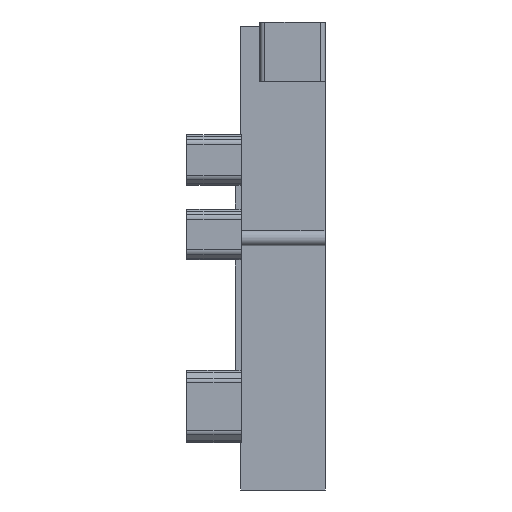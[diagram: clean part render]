
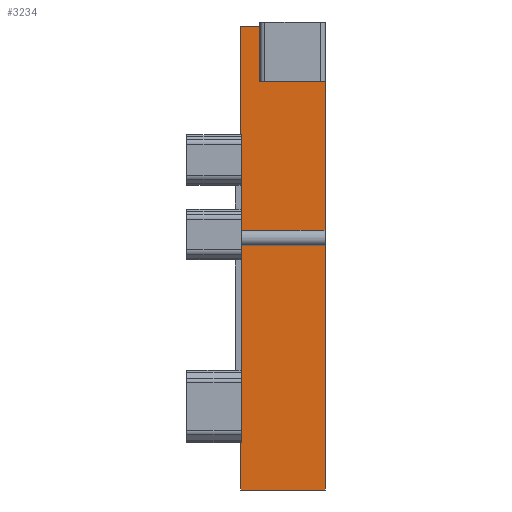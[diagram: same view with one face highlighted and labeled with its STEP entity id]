
A CAD part, left-side view. The second image highlights one B-rep face of the part: STEP entity #3234.
In plain terms, the highlighted planar face has unit normal (-1, 0, 0).
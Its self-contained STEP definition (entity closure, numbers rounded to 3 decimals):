
#6 = CARTESIAN_POINT ( 'NONE',  ( -8.7, 17.382, -39.172 ) ) ;
#185 = EDGE_LOOP ( 'NONE', ( #695, #2938, #5838, #6864, #8809, #5944, #2936, #8761 ) ) ;
#196 = VECTOR ( 'NONE', #4089, 1000. ) ;
#206 = AXIS2_PLACEMENT_3D ( 'NONE', #5465, #3090, #374 ) ;
#280 = CARTESIAN_POINT ( 'NONE',  ( -8.7, 16.407, 38.95 ) ) ;
#368 = VECTOR ( 'NONE', #6332, 1000. ) ;
#374 = DIRECTION ( 'NONE',  ( 0., 0., 1. ) ) ;
#432 = EDGE_CURVE ( 'NONE', #8487, #5510, #8224, .T. ) ;
#559 = VERTEX_POINT ( 'NONE', #4072 ) ;
#621 = CARTESIAN_POINT ( 'NONE',  ( -8.7, 16.407, 4.613 ) ) ;
#675 = AXIS2_PLACEMENT_3D ( 'NONE', #7530, #4670, #7575 ) ;
#695 = ORIENTED_EDGE ( 'NONE', *, *, #432, .F. ) ;
#824 = VECTOR ( 'NONE', #6070, 1000. ) ;
#1146 = EDGE_CURVE ( 'NONE', #559, #5221, #4638, .T. ) ;
#1226 = CARTESIAN_POINT ( 'NONE',  ( -8.7, 16.407, -39.172 ) ) ;
#1258 = VERTEX_POINT ( 'NONE', #1226 ) ;
#1263 = DIRECTION ( 'NONE',  ( 0., -1., 0. ) ) ;
#1546 = VECTOR ( 'NONE', #6305, 1000. ) ;
#1780 = EDGE_LOOP ( 'NONE', ( #7490, #3871 ) ) ;
#1886 = LINE ( 'NONE', #6359, #196 ) ;
#1951 = FACE_OUTER_BOUND ( 'NONE', #185, .T. ) ;
#2374 = VECTOR ( 'NONE', #3164, 1000. ) ;
#2576 = FACE_BOUND ( 'NONE', #1780, .T. ) ;
#2580 = CARTESIAN_POINT ( 'NONE',  ( -8.7, 16.407, 1.984 ) ) ;
#2651 = CARTESIAN_POINT ( 'NONE',  ( -8.7, 17.407, 1.984 ) ) ;
#2936 = ORIENTED_EDGE ( 'NONE', *, *, #6894, .F. ) ;
#2938 = ORIENTED_EDGE ( 'NONE', *, *, #4365, .T. ) ;
#3090 = DIRECTION ( 'NONE',  ( -1., 0., 0. ) ) ;
#3164 = DIRECTION ( 'NONE',  ( 0., 1., 0. ) ) ;
#3166 = LINE ( 'NONE', #6840, #824 ) ;
#3234 = ADVANCED_FACE ( 'NONE', ( #1951, #2576 ), #7685, .T. ) ;
#3393 = DIRECTION ( 'NONE',  ( -1., 0., 0. ) ) ;
#3428 = LINE ( 'NONE', #6478, #6072 ) ;
#3432 = LINE ( 'NONE', #4239, #368 ) ;
#3460 = VERTEX_POINT ( 'NONE', #280 ) ;
#3761 = VERTEX_POINT ( 'NONE', #2580 ) ;
#3871 = ORIENTED_EDGE ( 'NONE', *, *, #4482, .F. ) ;
#3898 = VERTEX_POINT ( 'NONE', #9357 ) ;
#3931 = CARTESIAN_POINT ( 'NONE',  ( -8.7, 21.409, 29.8 ) ) ;
#4072 = CARTESIAN_POINT ( 'NONE',  ( -8.7, 21.409, 32.748 ) ) ;
#4089 = DIRECTION ( 'NONE',  ( 0., -1., 0. ) ) ;
#4138 = LINE ( 'NONE', #2651, #6753 ) ;
#4239 = CARTESIAN_POINT ( 'NONE',  ( -8.7, 16.407, -88.087 ) ) ;
#4365 = EDGE_CURVE ( 'NONE', #8487, #3460, #3432, .T. ) ;
#4482 = EDGE_CURVE ( 'NONE', #5221, #559, #4625, .T. ) ;
#4625 = CIRCLE ( 'NONE', #206, 1.474 ) ;
#4627 = VERTEX_POINT ( 'NONE', #6417 ) ;
#4638 = CIRCLE ( 'NONE', #675, 1.474 ) ;
#4670 = DIRECTION ( 'NONE',  ( -1., 0., 0. ) ) ;
#5221 = VERTEX_POINT ( 'NONE', #3931 ) ;
#5465 = CARTESIAN_POINT ( 'NONE',  ( -8.7, 21.409, 31.274 ) ) ;
#5510 = VERTEX_POINT ( 'NONE', #8822 ) ;
#5656 = VERTEX_POINT ( 'NONE', #6273 ) ;
#5838 = ORIENTED_EDGE ( 'NONE', *, *, #6853, .F. ) ;
#5944 = ORIENTED_EDGE ( 'NONE', *, *, #9075, .T. ) ;
#6070 = DIRECTION ( 'NONE',  ( 0., 0., 1. ) ) ;
#6072 = VECTOR ( 'NONE', #8578, 1000. ) ;
#6197 = CARTESIAN_POINT ( 'NONE',  ( -8.7, 17.407, 45.86 ) ) ;
#6209 = EDGE_CURVE ( 'NONE', #4627, #5656, #3166, .T. ) ;
#6273 = CARTESIAN_POINT ( 'NONE',  ( -8.7, 30.59, 38.95 ) ) ;
#6290 = DIRECTION ( 'NONE',  ( 0., 0., 1. ) ) ;
#6305 = DIRECTION ( 'NONE',  ( 0., 0., 1. ) ) ;
#6332 = DIRECTION ( 'NONE',  ( 0., 0., 1. ) ) ;
#6359 = CARTESIAN_POINT ( 'NONE',  ( -8.7, 0., 38.95 ) ) ;
#6417 = CARTESIAN_POINT ( 'NONE',  ( -8.7, 30.59, -39.172 ) ) ;
#6478 = CARTESIAN_POINT ( 'NONE',  ( -8.7, 18.407, 45.86 ) ) ;
#6555 = LINE ( 'NONE', #6, #7589 ) ;
#6753 = VECTOR ( 'NONE', #1263, 1000. ) ;
#6797 = CARTESIAN_POINT ( 'NONE',  ( -8.7, 17.407, 4.613 ) ) ;
#6840 = CARTESIAN_POINT ( 'NONE',  ( -8.7, 30.59, -88.087 ) ) ;
#6853 = EDGE_CURVE ( 'NONE', #5656, #3460, #1886, .T. ) ;
#6864 = ORIENTED_EDGE ( 'NONE', *, *, #6209, .F. ) ;
#6894 = EDGE_CURVE ( 'NONE', #3898, #3761, #4138, .T. ) ;
#7024 = EDGE_CURVE ( 'NONE', #4627, #1258, #6555, .T. ) ;
#7263 = EDGE_CURVE ( 'NONE', #3898, #5510, #3428, .T. ) ;
#7490 = ORIENTED_EDGE ( 'NONE', *, *, #1146, .F. ) ;
#7530 = CARTESIAN_POINT ( 'NONE',  ( -8.7, 21.409, 31.274 ) ) ;
#7575 = DIRECTION ( 'NONE',  ( 0., 0., 1. ) ) ;
#7589 = VECTOR ( 'NONE', #8751, 1000. ) ;
#7685 = PLANE ( 'NONE',  #7752 ) ;
#7752 = AXIS2_PLACEMENT_3D ( 'NONE', #6197, #3393, #6290 ) ;
#8224 = LINE ( 'NONE', #6797, #2374 ) ;
#8412 = LINE ( 'NONE', #9179, #1546 ) ;
#8487 = VERTEX_POINT ( 'NONE', #621 ) ;
#8578 = DIRECTION ( 'NONE',  ( 0., 0., 1. ) ) ;
#8751 = DIRECTION ( 'NONE',  ( 0., -1., 0. ) ) ;
#8761 = ORIENTED_EDGE ( 'NONE', *, *, #7263, .T. ) ;
#8809 = ORIENTED_EDGE ( 'NONE', *, *, #7024, .T. ) ;
#8822 = CARTESIAN_POINT ( 'NONE',  ( -8.7, 18.407, 4.613 ) ) ;
#9075 = EDGE_CURVE ( 'NONE', #1258, #3761, #8412, .T. ) ;
#9179 = CARTESIAN_POINT ( 'NONE',  ( -8.7, 16.407, -88.087 ) ) ;
#9357 = CARTESIAN_POINT ( 'NONE',  ( -8.7, 18.407, 1.984 ) ) ;
